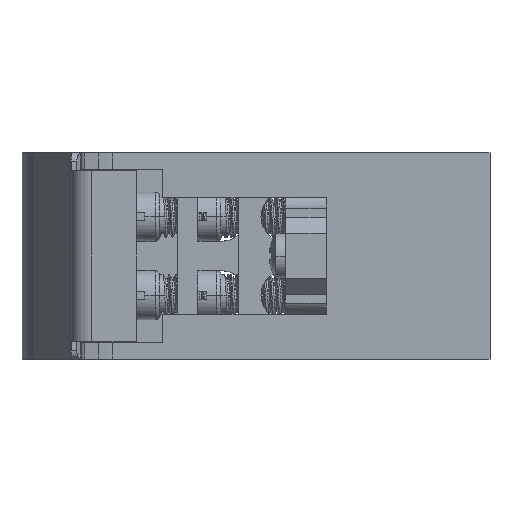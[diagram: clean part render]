
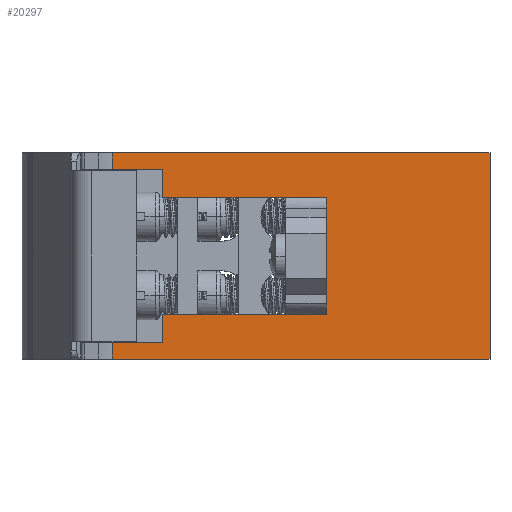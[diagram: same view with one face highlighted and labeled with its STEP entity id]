
A CAD part, left-side view. The second image highlights one B-rep face of the part: STEP entity #20297.
In plain terms, the highlighted planar face has unit normal (-1, 0, 0).
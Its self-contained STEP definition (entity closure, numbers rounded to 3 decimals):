
#2090=DIRECTION('',(0.,0.,-1.));
#2091=VECTOR('',#2090,9.5);
#2092=CARTESIAN_POINT('',(-21.,20.,4.75));
#2093=LINE('',#2092,#2091);
#2094=DIRECTION('',(0.,0.,-1.));
#2095=VECTOR('',#2094,2.35);
#2096=CARTESIAN_POINT('',(-21.,20.,7.1));
#2097=LINE('',#2096,#2095);
#2098=DIRECTION('',(0.,-1.,0.));
#2099=VECTOR('',#2098,20.);
#2100=CARTESIAN_POINT('',(-21.,40.,7.1));
#2101=LINE('',#2100,#2099);
#2102=DIRECTION('',(0.,0.,1.));
#2103=VECTOR('',#2102,3.5);
#2104=CARTESIAN_POINT('',(-21.,40.,7.1));
#2105=LINE('',#2104,#2103);
#2106=DIRECTION('',(0.,-1.,0.));
#2107=VECTOR('',#2106,6.172);
#2108=CARTESIAN_POINT('',(-21.,46.172,10.6));
#2109=LINE('',#2108,#2107);
#2110=DIRECTION('',(0.,0.,-1.));
#2111=VECTOR('',#2110,2.);
#2112=CARTESIAN_POINT('',(-21.,46.172,12.6));
#2113=LINE('',#2112,#2111);
#2114=DIRECTION('',(0.,0.,-1.));
#2115=VECTOR('',#2114,2.);
#2116=CARTESIAN_POINT('',(-21.,46.172,-10.6));
#2117=LINE('',#2116,#2115);
#2118=DIRECTION('',(0.,-1.,0.));
#2119=VECTOR('',#2118,6.172);
#2120=CARTESIAN_POINT('',(-21.,46.172,-10.6));
#2121=LINE('',#2120,#2119);
#2122=DIRECTION('',(0.,0.,1.));
#2123=VECTOR('',#2122,3.5);
#2124=CARTESIAN_POINT('',(-21.,40.,-10.6));
#2125=LINE('',#2124,#2123);
#2126=DIRECTION('',(0.,-1.,0.));
#2127=VECTOR('',#2126,20.);
#2128=CARTESIAN_POINT('',(-21.,40.,-7.1));
#2129=LINE('',#2128,#2127);
#2130=DIRECTION('',(0.,0.,-1.));
#2131=VECTOR('',#2130,2.35);
#2132=CARTESIAN_POINT('',(-21.,20.,-4.75));
#2133=LINE('',#2132,#2131);
#2581=DIRECTION('',(0.,-1.,0.));
#2582=VECTOR('',#2581,46.172);
#2583=CARTESIAN_POINT('',(-21.,46.172,-12.6));
#2584=LINE('',#2583,#2582);
#2905=DIRECTION('',(0.,-1.,0.));
#2906=VECTOR('',#2905,46.172);
#2907=CARTESIAN_POINT('',(-21.,46.172,12.6));
#2908=LINE('',#2907,#2906);
#15061=DIRECTION('',(0.,0.,1.));
#15062=VECTOR('',#15061,25.2);
#15063=CARTESIAN_POINT('',(-21.,0.,-12.6));
#15064=LINE('',#15063,#15062);
#16071=CARTESIAN_POINT('',(-21.,0.,-12.6));
#16072=CARTESIAN_POINT('',(-21.,0.,12.6));
#16073=VERTEX_POINT('',#16071);
#16074=VERTEX_POINT('',#16072);
#16187=CARTESIAN_POINT('',(-21.,20.,7.1));
#16189=VERTEX_POINT('',#16187);
#16192=CARTESIAN_POINT('',(-21.,20.,-7.1));
#16194=VERTEX_POINT('',#16192);
#16213=CARTESIAN_POINT('',(-21.,40.,7.1));
#16214=CARTESIAN_POINT('',(-21.,40.,10.6));
#16215=VERTEX_POINT('',#16213);
#16216=VERTEX_POINT('',#16214);
#16217=CARTESIAN_POINT('',(-21.,40.,-10.6));
#16218=CARTESIAN_POINT('',(-21.,40.,-7.1));
#16219=VERTEX_POINT('',#16217);
#16220=VERTEX_POINT('',#16218);
#16341=CARTESIAN_POINT('',(-21.,46.172,10.6));
#16343=VERTEX_POINT('',#16341);
#16347=CARTESIAN_POINT('',(-21.,46.172,12.6));
#16348=VERTEX_POINT('',#16347);
#16349=CARTESIAN_POINT('',(-21.,46.172,-12.6));
#16351=VERTEX_POINT('',#16349);
#16355=CARTESIAN_POINT('',(-21.,46.172,-10.6));
#16356=VERTEX_POINT('',#16355);
#16897=CARTESIAN_POINT('',(-21.,20.,4.75));
#16898=CARTESIAN_POINT('',(-21.,20.,-4.75));
#16899=VERTEX_POINT('',#16897);
#16900=VERTEX_POINT('',#16898);
#20265=CARTESIAN_POINT('',(-21.,56.,-12.6));
#20266=DIRECTION('',(-1.,0.,0.));
#20267=DIRECTION('',(0.,-1.,0.));
#20268=AXIS2_PLACEMENT_3D('',#20265,#20266,#20267);
#20269=PLANE('',#20268);
#20270=ORIENTED_EDGE('',*,*,#20200,.F.);
#20271=ORIENTED_EDGE('',*,*,#20172,.F.);
#20273=ORIENTED_EDGE('',*,*,#20272,.F.);
#20275=ORIENTED_EDGE('',*,*,#20274,.T.);
#20277=ORIENTED_EDGE('',*,*,#20276,.F.);
#20279=ORIENTED_EDGE('',*,*,#20278,.F.);
#20281=ORIENTED_EDGE('',*,*,#20280,.T.);
#20283=ORIENTED_EDGE('',*,*,#20282,.F.);
#20285=ORIENTED_EDGE('',*,*,#20284,.F.);
#20287=ORIENTED_EDGE('',*,*,#20286,.F.);
#20289=ORIENTED_EDGE('',*,*,#20288,.T.);
#20291=ORIENTED_EDGE('',*,*,#20290,.T.);
#20293=ORIENTED_EDGE('',*,*,#20292,.T.);
#20294=ORIENTED_EDGE('',*,*,#20152,.F.);
#20295=EDGE_LOOP('',(#20270,#20271,#20273,#20275,#20277,#20279,#20281,#20283,
#20285,#20287,#20289,#20291,#20293,#20294));
#20296=FACE_OUTER_BOUND('',#20295,.F.);
#20297=ADVANCED_FACE('',(#20296),#20269,.T.);
#20152=EDGE_CURVE('',#16900,#16194,#2133,.T.);
#20172=EDGE_CURVE('',#16189,#16899,#2097,.T.);
#20200=EDGE_CURVE('',#16899,#16900,#2093,.T.);
#20272=EDGE_CURVE('',#16215,#16189,#2101,.T.);
#20274=EDGE_CURVE('',#16215,#16216,#2105,.T.);
#20276=EDGE_CURVE('',#16343,#16216,#2109,.T.);
#20278=EDGE_CURVE('',#16348,#16343,#2113,.T.);
#20280=EDGE_CURVE('',#16348,#16074,#2908,.T.);
#20282=EDGE_CURVE('',#16073,#16074,#15064,.T.);
#20284=EDGE_CURVE('',#16351,#16073,#2584,.T.);
#20286=EDGE_CURVE('',#16356,#16351,#2117,.T.);
#20288=EDGE_CURVE('',#16356,#16219,#2121,.T.);
#20290=EDGE_CURVE('',#16219,#16220,#2125,.T.);
#20292=EDGE_CURVE('',#16220,#16194,#2129,.T.);
